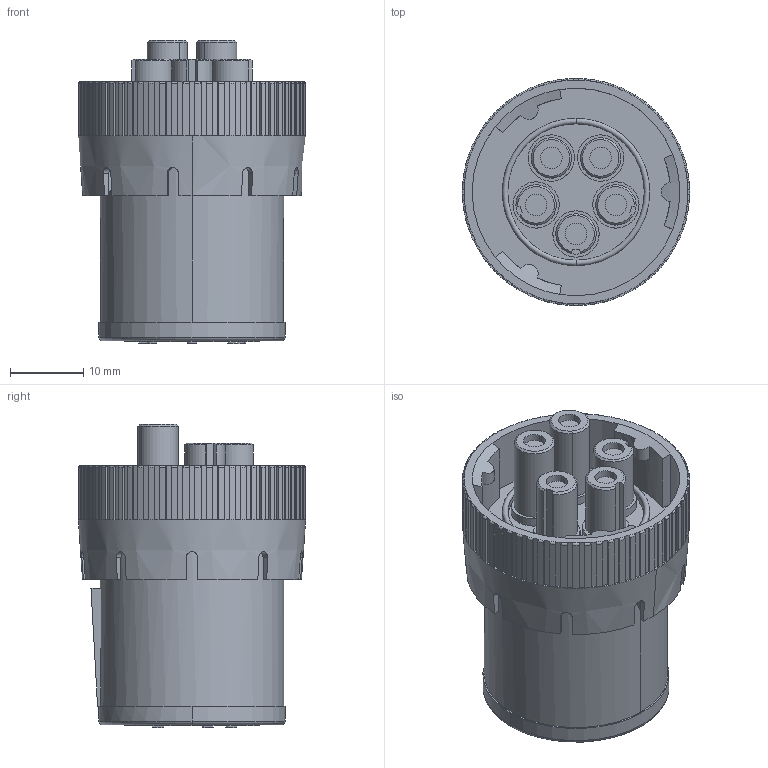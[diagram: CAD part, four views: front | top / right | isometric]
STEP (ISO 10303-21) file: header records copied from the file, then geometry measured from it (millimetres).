
FILE_DESCRIPTION(('FreeCAD Model'),'2;1');
FILE_NAME('C-HD16-5-16S.step','2017-09-18T09:48:07',( 'kicad StepUp'),('ksu MCAD'),'Open CASCADE STEP processor 6.8', 'FreeCAD','Unknown');
FILE_SCHEMA(('AUTOMOTIVE_DESIGN_CC2 { 1 2 10303 214 -1 1 5 4 }'));
Length unit declared in the file: millimetre
Products named in the file (1): C-HD16-5-16S
Bounding box: 30.94 x 30.94 x 41.33 mm (x, y, z)
Volume: 17266 mm3; surface area: 8014 mm2
Topology: 1 solids, 1 shells, 729 faces, 1788 edges, 1100 vertices
Faces by surface type: plane 481, cylinder 148, torus 70, cone 20, bspline 10
Entity records: 22294 total; most frequent: CARTESIAN_POINT 5130, ORIENTED_EDGE 3576, DIRECTION 3562, EDGE_CURVE 1788, AXIS2_PLACEMENT_3D 1221, LINE 1120, VECTOR 1120, VERTEX_POINT 1100
